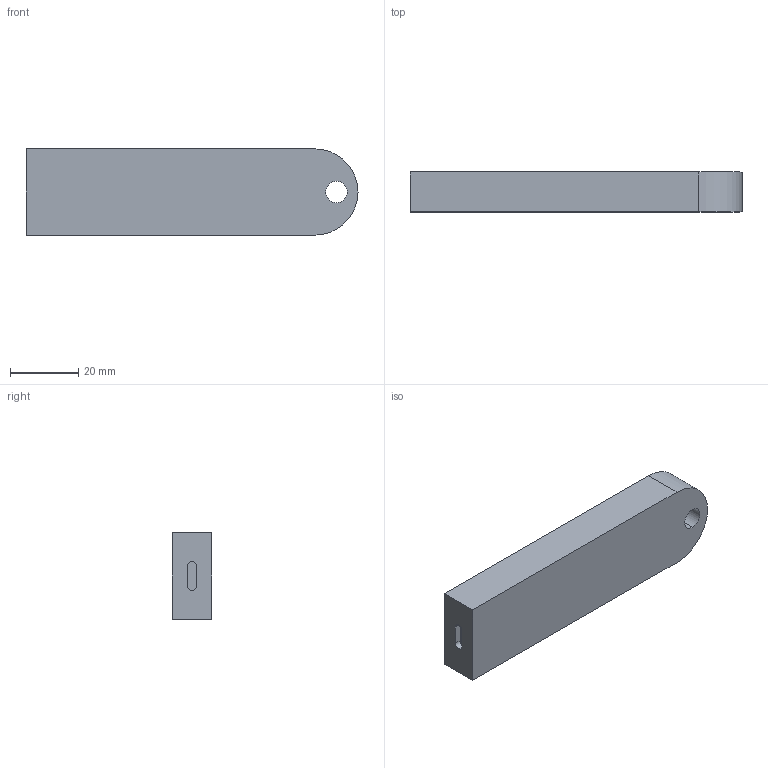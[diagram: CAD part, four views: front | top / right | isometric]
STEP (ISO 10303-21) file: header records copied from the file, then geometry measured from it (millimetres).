
FILE_DESCRIPTION (( 'STEP AP214' ), '1' );
FILE_NAME ('Pico 2 auth stick CASE.STEP', '2025-12-03T10:55:45', ( '' ), ( '' ), 'SwSTEP 2.0', 'SolidWorks 2024', '' );
FILE_SCHEMA (( 'AUTOMOTIVE_DESIGN' ));
Length unit declared in the file: millimetre
Products named in the file (1): Pico 2 auth stick CASE
Bounding box: 97.17 x 11.7 x 25.25 mm (x, y, z)
Volume: 11197.7 mm3; surface area: 9805.3 mm2
Topology: 1 solids, 1 shells, 35 faces, 81 edges, 54 vertices
Faces by surface type: plane 21, cylinder 14
Entity records: 1034 total; most frequent: DIRECTION 181, CARTESIAN_POINT 171, ORIENTED_EDGE 162, EDGE_CURVE 81, AXIS2_PLACEMENT_3D 64, VERTEX_POINT 54, VECTOR 53, LINE 53
